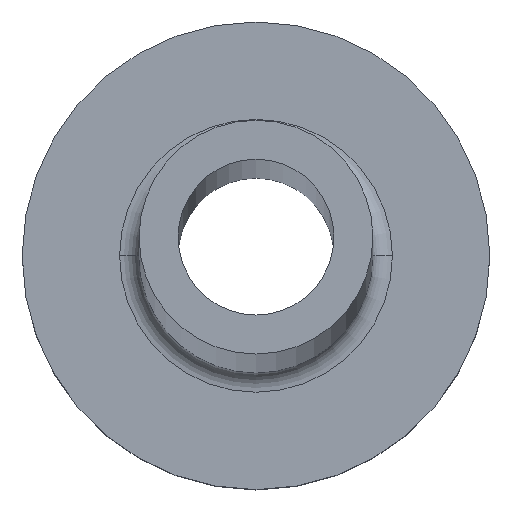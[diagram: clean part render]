
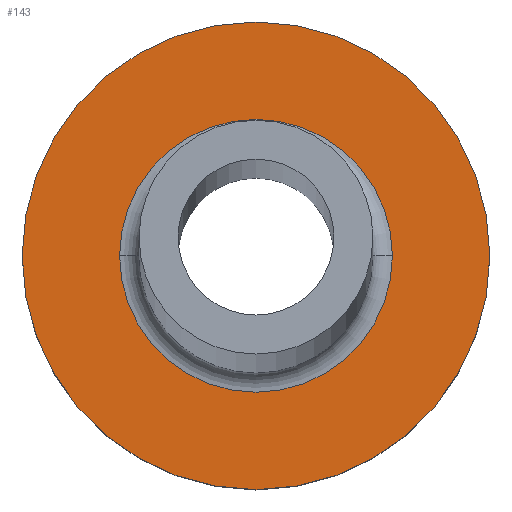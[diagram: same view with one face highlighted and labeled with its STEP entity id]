
A CAD part, top view. The second image highlights one B-rep face of the part: STEP entity #143.
In plain terms, the highlighted planar face has unit normal (0, 0, 1).
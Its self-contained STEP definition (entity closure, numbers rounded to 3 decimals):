
#7 = VERTEX_POINT ( 'NONE', #378 ) ;
#10 = ORIENTED_EDGE ( 'NONE', *, *, #240, .T. ) ;
#20 = DIRECTION ( 'NONE',  ( 1., 0., 0. ) ) ;
#26 = CIRCLE ( 'NONE', #242, 3.5 ) ;
#30 = CARTESIAN_POINT ( 'NONE',  ( 0., 0., 5. ) ) ;
#59 = CARTESIAN_POINT ( 'NONE',  ( 0., 0., 5. ) ) ;
#66 = EDGE_CURVE ( 'NONE', #249, #73, #26, .T. ) ;
#73 = VERTEX_POINT ( 'NONE', #135 ) ;
#78 = FACE_OUTER_BOUND ( 'NONE', #251, .T. ) ;
#87 = DIRECTION ( 'NONE',  ( 0., 0., 1. ) ) ;
#103 = FACE_BOUND ( 'NONE', #272, .T. ) ;
#104 = DIRECTION ( 'NONE',  ( 0., 0., -1. ) ) ;
#108 = CARTESIAN_POINT ( 'NONE',  ( 0., 0., 5. ) ) ;
#113 = EDGE_CURVE ( 'NONE', #73, #249, #188, .T. ) ;
#119 = AXIS2_PLACEMENT_3D ( 'NONE', #108, #87, #355 ) ;
#135 = CARTESIAN_POINT ( 'NONE',  ( 3.5, 0., 5. ) ) ;
#138 = AXIS2_PLACEMENT_3D ( 'NONE', #59, #144, #353 ) ;
#143 = ADVANCED_FACE ( 'NONE', ( #103, #78 ), #197, .T. ) ;
#144 = DIRECTION ( 'NONE',  ( 0., 0., 1. ) ) ;
#155 = CIRCLE ( 'NONE', #119, 6. ) ;
#161 = DIRECTION ( 'NONE',  ( 0., 0., -1. ) ) ;
#171 = EDGE_CURVE ( 'NONE', #330, #7, #333, .T. ) ;
#175 = AXIS2_PLACEMENT_3D ( 'NONE', #376, #104, #252 ) ;
#188 = CIRCLE ( 'NONE', #175, 3.5 ) ;
#197 = PLANE ( 'NONE',  #377 ) ;
#207 = CARTESIAN_POINT ( 'NONE',  ( -3.5, 0., 5. ) ) ;
#240 = EDGE_CURVE ( 'NONE', #7, #330, #155, .T. ) ;
#242 = AXIS2_PLACEMENT_3D ( 'NONE', #313, #161, #20 ) ;
#249 = VERTEX_POINT ( 'NONE', #207 ) ;
#251 = EDGE_LOOP ( 'NONE', ( #303, #10 ) ) ;
#252 = DIRECTION ( 'NONE',  ( 1., 0., 0. ) ) ;
#267 = DIRECTION ( 'NONE',  ( 0., 0., 1. ) ) ;
#272 = EDGE_LOOP ( 'NONE', ( #367, #359 ) ) ;
#275 = CARTESIAN_POINT ( 'NONE',  ( -6., 0., 5. ) ) ;
#303 = ORIENTED_EDGE ( 'NONE', *, *, #171, .T. ) ;
#313 = CARTESIAN_POINT ( 'NONE',  ( 0., 0., 5. ) ) ;
#322 = DIRECTION ( 'NONE',  ( 1., 0., 0. ) ) ;
#330 = VERTEX_POINT ( 'NONE', #275 ) ;
#333 = CIRCLE ( 'NONE', #138, 6. ) ;
#353 = DIRECTION ( 'NONE',  ( 1., 0., 0. ) ) ;
#355 = DIRECTION ( 'NONE',  ( 1., 0., 0. ) ) ;
#359 = ORIENTED_EDGE ( 'NONE', *, *, #66, .T. ) ;
#367 = ORIENTED_EDGE ( 'NONE', *, *, #113, .T. ) ;
#376 = CARTESIAN_POINT ( 'NONE',  ( 0., 0., 5. ) ) ;
#377 = AXIS2_PLACEMENT_3D ( 'NONE', #30, #267, #322 ) ;
#378 = CARTESIAN_POINT ( 'NONE',  ( 6., 0., 5. ) ) ;
